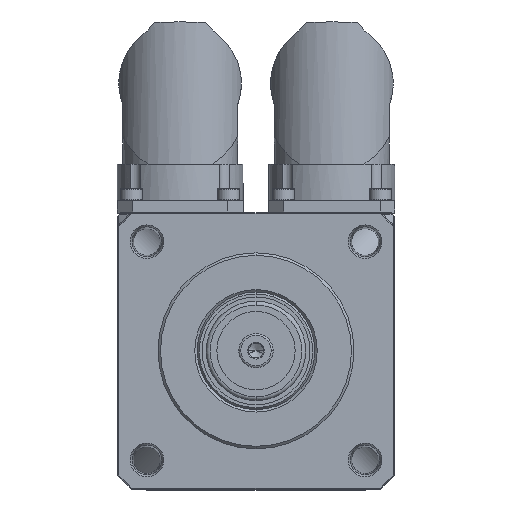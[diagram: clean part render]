
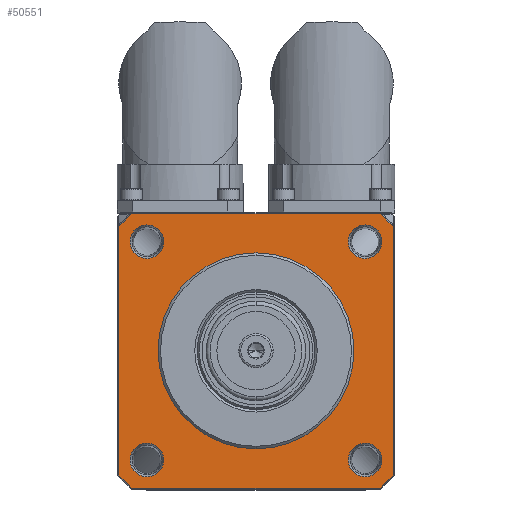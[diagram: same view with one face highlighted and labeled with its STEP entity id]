
A CAD part, top view. The second image highlights one B-rep face of the part: STEP entity #50551.
In plain terms, the highlighted planar face has unit normal (0, 0, 1).
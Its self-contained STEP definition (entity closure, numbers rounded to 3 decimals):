
#20808=DIRECTION('',(-1.,0.,0.));
#20809=VECTOR('',#20808,50.647);
#20810=CARTESIAN_POINT('',(25.323,-28.011,39.7));
#20811=LINE('',#20810,#20809);
#20823=CARTESIAN_POINT('',(0.,0.,39.7));
#20824=DIRECTION('',(0.,0.,-1.));
#20825=DIRECTION('',(-0.742,0.671,0.));
#20826=AXIS2_PLACEMENT_3D('',#20823,#20824,#20825);
#20828=CARTESIAN_POINT('',(0.,0.,39.7));
#20829=DIRECTION('',(0.,0.,-1.));
#20830=DIRECTION('',(0.671,0.742,0.));
#20831=AXIS2_PLACEMENT_3D('',#20828,#20829,#20830);
#20833=CARTESIAN_POINT('',(0.,0.,39.7));
#20834=DIRECTION('',(0.,0.,-1.));
#20835=DIRECTION('',(0.742,-0.671,0.));
#20836=AXIS2_PLACEMENT_3D('',#20833,#20834,#20835);
#20838=CARTESIAN_POINT('',(0.,0.,39.7));
#20839=DIRECTION('',(0.,0.,-1.));
#20840=DIRECTION('',(-0.671,-0.742,0.));
#20841=AXIS2_PLACEMENT_3D('',#20838,#20839,#20840);
#20843=CARTESIAN_POINT('',(22.274,22.274,39.7));
#20844=DIRECTION('',(0.,0.,-1.));
#20845=DIRECTION('',(1.,0.,0.));
#20846=AXIS2_PLACEMENT_3D('',#20843,#20844,#20845);
#20848=CARTESIAN_POINT('',(22.274,22.274,39.7));
#20849=DIRECTION('',(0.,0.,-1.));
#20850=DIRECTION('',(-1.,0.,0.));
#20851=AXIS2_PLACEMENT_3D('',#20848,#20849,#20850);
#20853=CARTESIAN_POINT('',(-22.274,22.274,39.7));
#20854=DIRECTION('',(0.,0.,-1.));
#20855=DIRECTION('',(-1.,0.,0.));
#20856=AXIS2_PLACEMENT_3D('',#20853,#20854,#20855);
#20858=CARTESIAN_POINT('',(-22.274,22.274,39.7));
#20859=DIRECTION('',(0.,0.,-1.));
#20860=DIRECTION('',(1.,0.,0.));
#20861=AXIS2_PLACEMENT_3D('',#20858,#20859,#20860);
#20863=CARTESIAN_POINT('',(-22.274,-22.274,39.7));
#20864=DIRECTION('',(0.,0.,-1.));
#20865=DIRECTION('',(1.,0.,0.));
#20866=AXIS2_PLACEMENT_3D('',#20863,#20864,#20865);
#20868=CARTESIAN_POINT('',(-22.274,-22.274,39.7));
#20869=DIRECTION('',(0.,0.,-1.));
#20870=DIRECTION('',(-1.,0.,0.));
#20871=AXIS2_PLACEMENT_3D('',#20868,#20869,#20870);
#20873=CARTESIAN_POINT('',(22.274,-22.274,39.7));
#20874=DIRECTION('',(0.,0.,-1.));
#20875=DIRECTION('',(1.,0.,0.));
#20876=AXIS2_PLACEMENT_3D('',#20873,#20874,#20875);
#20878=CARTESIAN_POINT('',(22.274,-22.274,39.7));
#20879=DIRECTION('',(0.,0.,-1.));
#20880=DIRECTION('',(-1.,0.,0.));
#20881=AXIS2_PLACEMENT_3D('',#20878,#20879,#20880);
#20883=DIRECTION('',(0.,1.,0.));
#20884=VECTOR('',#20883,50.647);
#20885=CARTESIAN_POINT('',(-28.011,-25.323,39.7));
#20886=LINE('',#20885,#20884);
#20922=DIRECTION('',(1.,0.,0.));
#20923=VECTOR('',#20922,50.647);
#20924=CARTESIAN_POINT('',(-25.323,28.011,39.7));
#20925=LINE('',#20924,#20923);
#20949=DIRECTION('',(0.,-1.,0.));
#20950=VECTOR('',#20949,50.647);
#20951=CARTESIAN_POINT('',(28.011,25.323,39.7));
#20952=LINE('',#20951,#20950);
#20984=CARTESIAN_POINT('',(0.,0.,39.7));
#20985=DIRECTION('',(0.,0.,1.));
#20986=DIRECTION('',(0.,-1.,0.));
#20987=AXIS2_PLACEMENT_3D('',#20984,#20985,#20986);
#20989=CARTESIAN_POINT('',(0.,0.,39.7));
#20990=DIRECTION('',(0.,0.,-1.));
#20991=DIRECTION('',(0.,-1.,0.));
#20992=AXIS2_PLACEMENT_3D('',#20989,#20990,#20991);
#24067=CARTESIAN_POINT('',(0.,-20.,39.7));
#24068=CARTESIAN_POINT('',(0.,20.,39.7));
#24069=VERTEX_POINT('',#24067);
#24070=VERTEX_POINT('',#24068);
#24071=CARTESIAN_POINT('',(-28.011,-25.323,39.7));
#24072=CARTESIAN_POINT('',(-28.011,25.323,39.7));
#24073=VERTEX_POINT('',#24071);
#24074=VERTEX_POINT('',#24072);
#24075=CARTESIAN_POINT('',(-25.323,28.011,39.7));
#24076=VERTEX_POINT('',#24075);
#24077=CARTESIAN_POINT('',(-25.323,-28.011,39.7));
#24078=VERTEX_POINT('',#24077);
#24079=CARTESIAN_POINT('',(25.323,-28.011,39.7));
#24080=VERTEX_POINT('',#24079);
#24081=CARTESIAN_POINT('',(28.011,-25.323,39.7));
#24082=VERTEX_POINT('',#24081);
#24083=CARTESIAN_POINT('',(28.011,25.323,39.7));
#24084=VERTEX_POINT('',#24083);
#24085=CARTESIAN_POINT('',(25.323,28.011,39.7));
#24086=VERTEX_POINT('',#24085);
#24103=CARTESIAN_POINT('',(25.713,22.274,39.7));
#24104=CARTESIAN_POINT('',(18.835,22.274,39.7));
#24105=VERTEX_POINT('',#24103);
#24106=VERTEX_POINT('',#24104);
#24107=CARTESIAN_POINT('',(-25.713,22.274,39.7));
#24108=CARTESIAN_POINT('',(-18.835,22.274,39.7));
#24109=VERTEX_POINT('',#24107);
#24110=VERTEX_POINT('',#24108);
#24111=CARTESIAN_POINT('',(-18.835,-22.274,39.7));
#24112=CARTESIAN_POINT('',(-25.713,-22.274,39.7));
#24113=VERTEX_POINT('',#24111);
#24114=VERTEX_POINT('',#24112);
#24115=CARTESIAN_POINT('',(25.713,-22.274,39.7));
#24116=CARTESIAN_POINT('',(18.835,-22.274,39.7));
#24117=VERTEX_POINT('',#24115);
#24118=VERTEX_POINT('',#24116);
#50499=CARTESIAN_POINT('',(0.,0.,39.7));
#50500=DIRECTION('',(0.,0.,-1.));
#50501=DIRECTION('',(0.,-1.,0.));
#50502=AXIS2_PLACEMENT_3D('',#50499,#50500,#50501);
#50503=PLANE('',#50502);
#50505=ORIENTED_EDGE('',*,*,#50504,.T.);
#50507=ORIENTED_EDGE('',*,*,#50506,.T.);
#50509=ORIENTED_EDGE('',*,*,#50508,.T.);
#50511=ORIENTED_EDGE('',*,*,#50510,.T.);
#50513=ORIENTED_EDGE('',*,*,#50512,.T.);
#50515=ORIENTED_EDGE('',*,*,#50514,.T.);
#50516=ORIENTED_EDGE('',*,*,#50489,.T.);
#50518=ORIENTED_EDGE('',*,*,#50517,.T.);
#50519=EDGE_LOOP('',(#50505,#50507,#50509,#50511,#50513,#50515,#50516,#50518));
#50520=FACE_OUTER_BOUND('',#50519,.F.);
#50522=ORIENTED_EDGE('',*,*,#50521,.T.);
#50524=ORIENTED_EDGE('',*,*,#50523,.F.);
#50525=EDGE_LOOP('',(#50522,#50524));
#50526=FACE_BOUND('',#50525,.F.);
#50528=ORIENTED_EDGE('',*,*,#50527,.F.);
#50530=ORIENTED_EDGE('',*,*,#50529,.F.);
#50531=EDGE_LOOP('',(#50528,#50530));
#50532=FACE_BOUND('',#50531,.F.);
#50534=ORIENTED_EDGE('',*,*,#50533,.F.);
#50536=ORIENTED_EDGE('',*,*,#50535,.F.);
#50537=EDGE_LOOP('',(#50534,#50536));
#50538=FACE_BOUND('',#50537,.F.);
#50540=ORIENTED_EDGE('',*,*,#50539,.F.);
#50542=ORIENTED_EDGE('',*,*,#50541,.F.);
#50543=EDGE_LOOP('',(#50540,#50542));
#50544=FACE_BOUND('',#50543,.F.);
#50546=ORIENTED_EDGE('',*,*,#50545,.F.);
#50548=ORIENTED_EDGE('',*,*,#50547,.F.);
#50549=EDGE_LOOP('',(#50546,#50548));
#50550=FACE_BOUND('',#50549,.F.);
#50551=ADVANCED_FACE('',(#50520,#50526,#50532,#50538,#50544,#50550),#50503,.F.);
#20827=CIRCLE('',#20826,37.761);
#20832=CIRCLE('',#20831,37.761);
#20837=CIRCLE('',#20836,37.761);
#20842=CIRCLE('',#20841,37.761);
#20847=CIRCLE('',#20846,3.439);
#20852=CIRCLE('',#20851,3.439);
#20857=CIRCLE('',#20856,3.439);
#20862=CIRCLE('',#20861,3.439);
#20867=CIRCLE('',#20866,3.439);
#20872=CIRCLE('',#20871,3.439);
#20877=CIRCLE('',#20876,3.439);
#20882=CIRCLE('',#20881,3.439);
#20988=CIRCLE('',#20987,20.);
#20993=CIRCLE('',#20992,20.);
#50489=EDGE_CURVE('',#24080,#24078,#20811,.T.);
#50504=EDGE_CURVE('',#24073,#24074,#20886,.T.);
#50506=EDGE_CURVE('',#24074,#24076,#20827,.T.);
#50508=EDGE_CURVE('',#24076,#24086,#20925,.T.);
#50510=EDGE_CURVE('',#24086,#24084,#20832,.T.);
#50512=EDGE_CURVE('',#24084,#24082,#20952,.T.);
#50514=EDGE_CURVE('',#24082,#24080,#20837,.T.);
#50517=EDGE_CURVE('',#24078,#24073,#20842,.T.);
#50521=EDGE_CURVE('',#24069,#24070,#20988,.T.);
#50523=EDGE_CURVE('',#24069,#24070,#20993,.T.);
#50527=EDGE_CURVE('',#24105,#24106,#20847,.T.);
#50529=EDGE_CURVE('',#24106,#24105,#20852,.T.);
#50533=EDGE_CURVE('',#24109,#24110,#20857,.T.);
#50535=EDGE_CURVE('',#24110,#24109,#20862,.T.);
#50539=EDGE_CURVE('',#24113,#24114,#20867,.T.);
#50541=EDGE_CURVE('',#24114,#24113,#20872,.T.);
#50545=EDGE_CURVE('',#24117,#24118,#20877,.T.);
#50547=EDGE_CURVE('',#24118,#24117,#20882,.T.);
